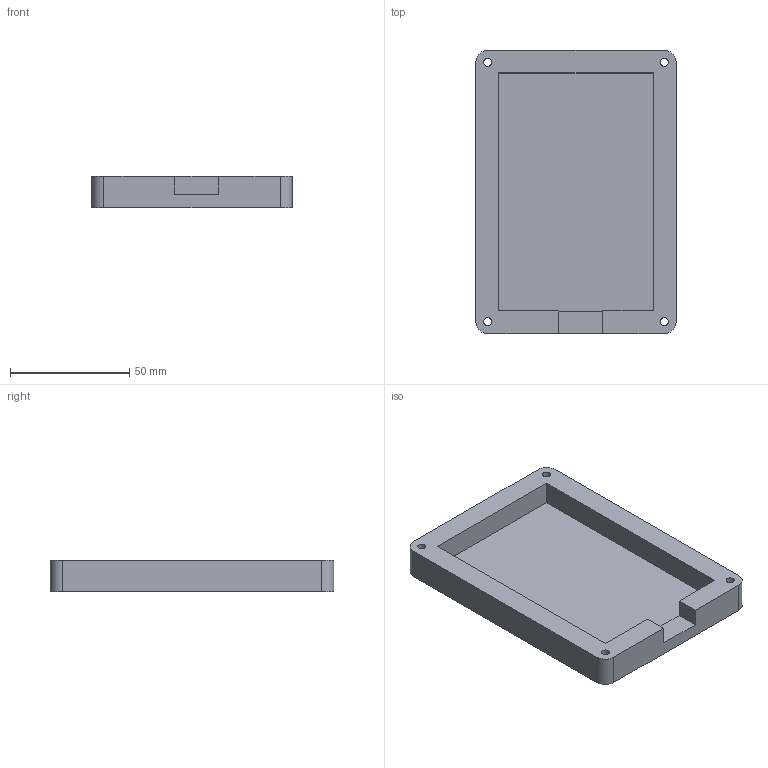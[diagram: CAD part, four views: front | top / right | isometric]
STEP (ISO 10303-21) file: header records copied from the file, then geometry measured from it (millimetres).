
FILE_DESCRIPTION(/* description */ (''),/* implementation_level */ '2;1');
FILE_NAME(/* name */ 'Bottom Case.step',/* time_stamp */ '2025-06-29T21:53:24-04:00',/* author */ (''),/* organization */ (''),/* preprocessor_version */ 'ST-DEVELOPER v20.1',/* originating_system */ 'Autodesk Translation Framework v14.10.0.0',/* authorisation */ '');
FILE_SCHEMA (('AUTOMOTIVE_DESIGN { 1 0 10303 214 3 1 1 }'));
Length unit declared in the file: millimetre
Products named in the file (2): HackCAD bottom case; Hackpad Case
Assembly tree (1 placements, depth 2):
  HackCAD bottom case
    Hackpad Case
Bounding box: 83.9 x 118.71 x 13 mm (x, y, z)
Volume: 62453.8 mm3; surface area: 28823.3 mm2
Topology: 1 solids, 1 shells, 672 faces, 1869 edges, 1246 vertices
Faces by surface type: bspline 423, plane 237, cylinder 12
Full cylindrical faces by diameter (mm): 3.4 x4, 6 x4
Entity records: 25376 total; most frequent: CARTESIAN_POINT 10981, ORIENTED_EDGE 3738, EDGE_CURVE 1869, DIRECTION 1551, VERTEX_POINT 1246, LINE 999, VECTOR 999, B_SPLINE_CURVE_WITH_KNOTS 846
